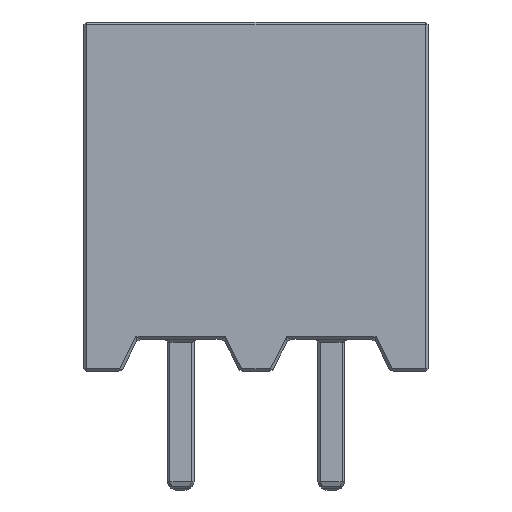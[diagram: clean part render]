
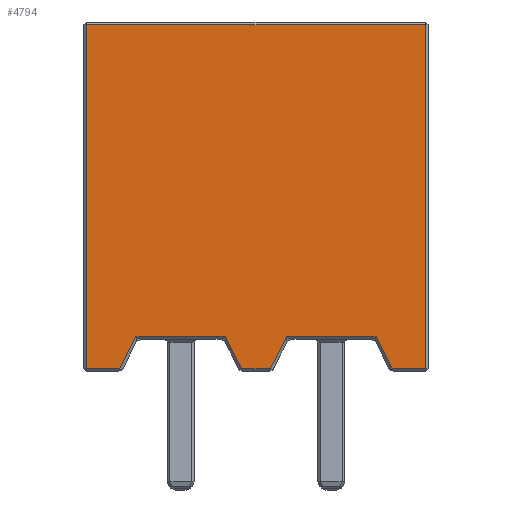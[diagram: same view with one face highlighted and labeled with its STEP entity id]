
A CAD part, front view. The second image highlights one B-rep face of the part: STEP entity #4794.
In plain terms, the highlighted planar face has unit normal (0, -1, 0).
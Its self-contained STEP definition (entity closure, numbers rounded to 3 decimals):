
#217=FACE_OUTER_BOUND('',#547,.T.);
#547=EDGE_LOOP('',(#3595,#3596,#3597,#3598,#3599,#3600,#3601,#3602,#3603,
#3604,#3605,#3606));
#843=LINE('',#6909,#1469);
#845=LINE('',#6912,#1471);
#853=LINE('',#6929,#1479);
#873=LINE('',#6969,#1499);
#881=LINE('',#6984,#1507);
#882=LINE('',#6986,#1508);
#905=LINE('',#7033,#1531);
#906=LINE('',#7035,#1532);
#1065=LINE('',#7333,#1691);
#1071=LINE('',#7344,#1697);
#1078=LINE('',#7354,#1704);
#1079=LINE('',#7356,#1705);
#1469=VECTOR('',#5582,10.);
#1471=VECTOR('',#5586,10.);
#1479=VECTOR('',#5600,10.);
#1499=VECTOR('',#5636,10.);
#1507=VECTOR('',#5650,10.);
#1508=VECTOR('',#5653,10.);
#1531=VECTOR('',#5692,10.);
#1532=VECTOR('',#5695,10.);
#1691=VECTOR('',#6004,10.);
#1697=VECTOR('',#6020,10.);
#1704=VECTOR('',#6033,10.);
#1705=VECTOR('',#6036,10.);
#2028=VERTEX_POINT('',#6849);
#2037=VERTEX_POINT('',#6874);
#2038=VERTEX_POINT('',#6878);
#2041=VERTEX_POINT('',#6885);
#2047=VERTEX_POINT('',#6905);
#2051=VERTEX_POINT('',#6921);
#2054=VERTEX_POINT('',#6931);
#2056=VERTEX_POINT('',#6937);
#2064=VERTEX_POINT('',#6963);
#2069=VERTEX_POINT('',#6980);
#2071=VERTEX_POINT('',#6990);
#2085=VERTEX_POINT('',#7028);
#2421=EDGE_CURVE('',#2038,#2047,#843,.T.);
#2423=EDGE_CURVE('',#2047,#2037,#845,.T.);
#2431=EDGE_CURVE('',#2051,#2038,#853,.T.);
#2451=EDGE_CURVE('',#2064,#2051,#873,.T.);
#2459=EDGE_CURVE('',#2054,#2069,#881,.T.);
#2460=EDGE_CURVE('',#2069,#2056,#882,.T.);
#2483=EDGE_CURVE('',#2071,#2085,#905,.T.);
#2484=EDGE_CURVE('',#2085,#2064,#906,.T.);
#2643=EDGE_CURVE('',#2056,#2071,#1065,.T.);
#2649=EDGE_CURVE('',#2041,#2054,#1071,.T.);
#2656=EDGE_CURVE('',#2028,#2041,#1078,.T.);
#2657=EDGE_CURVE('',#2037,#2028,#1079,.T.);
#3595=ORIENTED_EDGE('',*,*,#2483,.F.);
#3596=ORIENTED_EDGE('',*,*,#2643,.F.);
#3597=ORIENTED_EDGE('',*,*,#2460,.F.);
#3598=ORIENTED_EDGE('',*,*,#2459,.F.);
#3599=ORIENTED_EDGE('',*,*,#2649,.F.);
#3600=ORIENTED_EDGE('',*,*,#2656,.F.);
#3601=ORIENTED_EDGE('',*,*,#2657,.F.);
#3602=ORIENTED_EDGE('',*,*,#2423,.F.);
#3603=ORIENTED_EDGE('',*,*,#2421,.F.);
#3604=ORIENTED_EDGE('',*,*,#2431,.F.);
#3605=ORIENTED_EDGE('',*,*,#2451,.F.);
#3606=ORIENTED_EDGE('',*,*,#2484,.F.);
#4337=PLANE('',#5140);
#4794=ADVANCED_FACE('',(#217),#4337,.T.);
#5140=AXIS2_PLACEMENT_3D('',#7373,#6063,#6064);
#5582=DIRECTION('',(-0.447,0.,0.894));
#5586=DIRECTION('',(-1.,0.,0.));
#5600=DIRECTION('',(-1.,0.,0.));
#5636=DIRECTION('',(0.,0.,-1.));
#5650=DIRECTION('',(-1.,0.,0.));
#5653=DIRECTION('',(-0.447,0.,-0.894));
#5692=DIRECTION('',(0.,0.,1.));
#5695=DIRECTION('',(1.,0.,0.));
#6004=DIRECTION('',(-1.,0.,0.));
#6020=DIRECTION('',(-0.447,0.,0.894));
#6033=DIRECTION('',(-1.,0.,0.));
#6036=DIRECTION('',(-0.447,0.,-0.894));
#6063=DIRECTION('center_axis',(0.,-1.,0.));
#6064=DIRECTION('ref_axis',(1.,0.,0.));
#6849=CARTESIAN_POINT('',(0.269,-2.4,0.05));
#6874=CARTESIAN_POINT('',(0.569,-2.4,0.65));
#6878=CARTESIAN_POINT('',(2.531,-2.4,0.05));
#6885=CARTESIAN_POINT('',(-0.269,-2.4,0.05));
#6905=CARTESIAN_POINT('',(2.231,-2.4,0.65));
#6909=CARTESIAN_POINT('',(1.825,-2.4,1.462));
#6912=CARTESIAN_POINT('',(-3.2,-2.4,0.65));
#6921=CARTESIAN_POINT('',(3.15,-2.4,0.05));
#6929=CARTESIAN_POINT('',(-1.6,-2.4,0.05));
#6931=CARTESIAN_POINT('',(-0.569,-2.4,0.65));
#6937=CARTESIAN_POINT('',(-2.531,-2.4,0.05));
#6963=CARTESIAN_POINT('',(3.15,-2.4,6.45));
#6969=CARTESIAN_POINT('',(3.15,-2.4,0.));
#6980=CARTESIAN_POINT('',(-2.231,-2.4,0.65));
#6984=CARTESIAN_POINT('',(-3.2,-2.4,0.65));
#6986=CARTESIAN_POINT('',(-2.615,-2.4,-0.118));
#6990=CARTESIAN_POINT('',(-3.15,-2.4,0.05));
#7028=CARTESIAN_POINT('',(-3.15,-2.4,6.45));
#7033=CARTESIAN_POINT('',(-3.15,-2.4,0.));
#7035=CARTESIAN_POINT('',(-1.6,-2.4,6.45));
#7333=CARTESIAN_POINT('',(-1.6,-2.4,0.05));
#7344=CARTESIAN_POINT('',(-0.695,-2.4,0.902));
#7354=CARTESIAN_POINT('',(-1.6,-2.4,0.05));
#7356=CARTESIAN_POINT('',(-0.095,-2.4,-0.678));
#7373=CARTESIAN_POINT('Origin',(-3.2,-2.4,0.));
